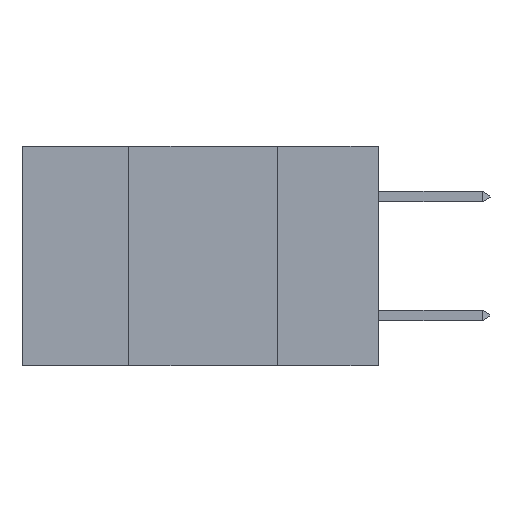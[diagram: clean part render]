
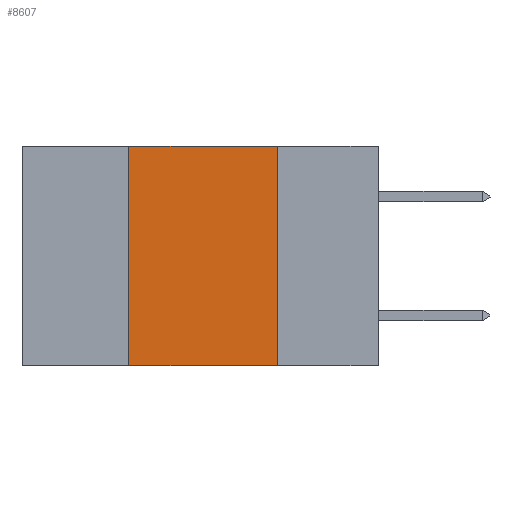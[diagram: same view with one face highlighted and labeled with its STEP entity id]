
A CAD part, left-side view. The second image highlights one B-rep face of the part: STEP entity #8607.
In plain terms, the highlighted planar face has unit normal (-1, 0, 0).
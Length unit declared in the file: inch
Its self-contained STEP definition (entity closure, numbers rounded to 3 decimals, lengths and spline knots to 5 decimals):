
#89 = DIRECTION ( 'NONE',  ( 1., 0., 0. ) ) ;
#498 = LINE ( 'NONE', #18092, #6402 ) ;
#601 = EDGE_LOOP ( 'NONE', ( #13777, #9043, #20812, #13197 ) ) ;
#937 = VECTOR ( 'NONE', #15942, 39.37008 ) ;
#1458 = CARTESIAN_POINT ( 'NONE',  ( 0., 0.42, -0.37 ) ) ;
#2123 = EDGE_CURVE ( 'NONE', #22114, #13410, #20586, .T. ) ;
#2818 = DIRECTION ( 'NONE',  ( 0., -1., 0. ) ) ;
#5917 = EDGE_CURVE ( 'NONE', #13410, #5995, #498, .T. ) ;
#5995 = VERTEX_POINT ( 'NONE', #16099 ) ;
#6402 = VECTOR ( 'NONE', #10165, 39.37008 ) ;
#6867 = VECTOR ( 'NONE', #2818, 39.37008 ) ;
#7636 = DIRECTION ( 'NONE',  ( 0., 0., -1. ) ) ;
#8607 = ADVANCED_FACE ( 'NONE', ( #15509 ), #22444, .F. ) ;
#8771 = LINE ( 'NONE', #25307, #13471 ) ;
#9043 = ORIENTED_EDGE ( 'NONE', *, *, #5917, .F. ) ;
#9920 = CARTESIAN_POINT ( 'NONE',  ( 0., 0.42, 0. ) ) ;
#10165 = DIRECTION ( 'NONE',  ( 0., -1., 0. ) ) ;
#12007 = CARTESIAN_POINT ( 'NONE',  ( 0., 0.6, 0. ) ) ;
#12130 = VERTEX_POINT ( 'NONE', #12283 ) ;
#12283 = CARTESIAN_POINT ( 'NONE',  ( 0., 0.17, -0.37 ) ) ;
#13140 = EDGE_CURVE ( 'NONE', #22114, #12130, #20921, .T. ) ;
#13197 = ORIENTED_EDGE ( 'NONE', *, *, #13140, .T. ) ;
#13401 = EDGE_CURVE ( 'NONE', #5995, #12130, #8771, .T. ) ;
#13410 = VERTEX_POINT ( 'NONE', #25479 ) ;
#13471 = VECTOR ( 'NONE', #7636, 39.37008 ) ;
#13777 = ORIENTED_EDGE ( 'NONE', *, *, #13401, .F. ) ;
#15509 = FACE_OUTER_BOUND ( 'NONE', #601, .T. ) ;
#15942 = DIRECTION ( 'NONE',  ( 0., 0., 1. ) ) ;
#16099 = CARTESIAN_POINT ( 'NONE',  ( 0., 0.17, 0. ) ) ;
#18092 = CARTESIAN_POINT ( 'NONE',  ( 0., 0.6, 0. ) ) ;
#18569 = CARTESIAN_POINT ( 'NONE',  ( 0., 0.6, -0.37 ) ) ;
#20586 = LINE ( 'NONE', #9920, #937 ) ;
#20812 = ORIENTED_EDGE ( 'NONE', *, *, #2123, .F. ) ;
#20921 = LINE ( 'NONE', #18569, #6867 ) ;
#21614 = AXIS2_PLACEMENT_3D ( 'NONE', #12007, #89, #22775 ) ;
#22114 = VERTEX_POINT ( 'NONE', #1458 ) ;
#22444 = PLANE ( 'NONE',  #21614 ) ;
#22775 = DIRECTION ( 'NONE',  ( 0., 0., -1. ) ) ;
#25307 = CARTESIAN_POINT ( 'NONE',  ( 0., 0.17, 0. ) ) ;
#25479 = CARTESIAN_POINT ( 'NONE',  ( 0., 0.42, 0. ) ) ;
